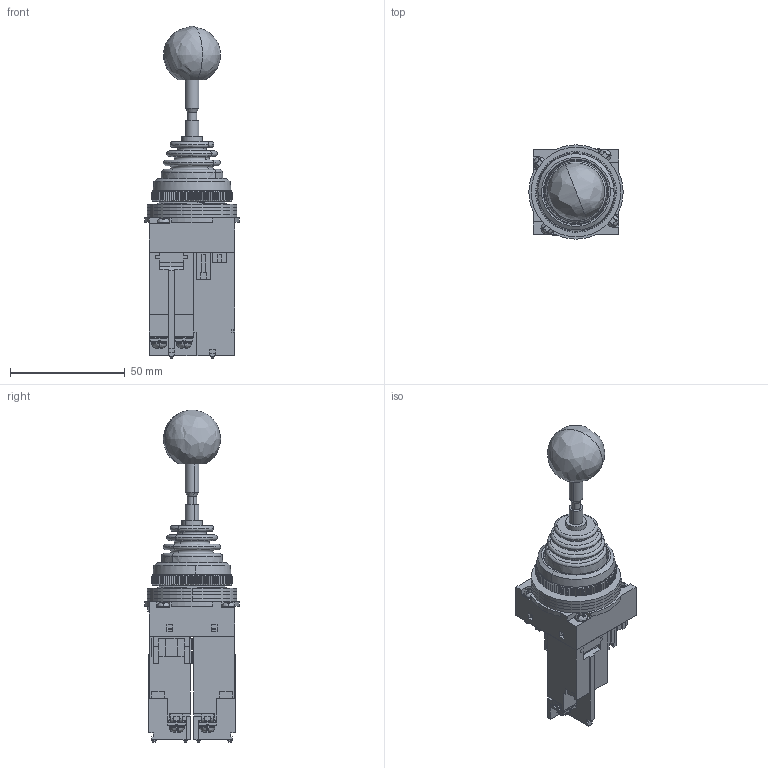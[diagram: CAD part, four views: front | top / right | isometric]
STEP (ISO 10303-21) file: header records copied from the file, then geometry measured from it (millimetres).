
FILE_DESCRIPTION (( 'STEP AP214' ), '1' );
FILE_NAME ('AR30A0N-A0A0BZC.step', '2018-02-13T20:14:30', ( '' ), ( '' ), 'SwSTEP 2.0', 'SolidWorks 2017', '' );
FILE_SCHEMA (( 'AUTOMOTIVE_DESIGN' ));
Length unit declared in the file: inch
Products named in the file (1): AR30A0N-A0A0BZC
Bounding box: 41 x 41 x 144.5 mm (x, y, z)
Volume: 68563.3 mm3; surface area: 44309.8 mm2
Topology: 32 solids, 36 shells, 1971 faces, 5316 edges, 3435 vertices
Faces by surface type: plane 1388, cylinder 321, cone 194, bspline 68
Entity records: 91617 total; most frequent: CARTESIAN_POINT 17098, ORIENTED_EDGE 10624, DIRECTION 9260, EDGE_CURVE 5312, LINE 3640, VECTOR 3640, VERTEX_POINT 3435, AXIS2_PLACEMENT_3D 2810
